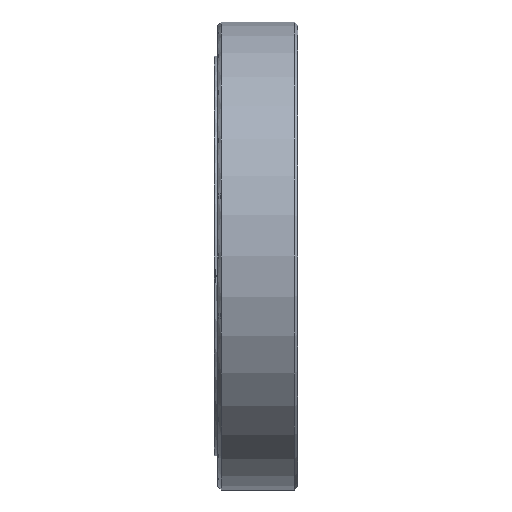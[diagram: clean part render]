
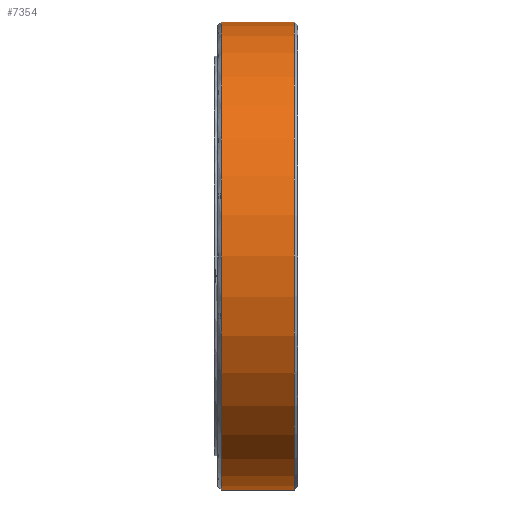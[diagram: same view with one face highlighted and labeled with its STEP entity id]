
A CAD part, front view. The second image highlights one B-rep face of the part: STEP entity #7354.
In plain terms, the highlighted cylindrical face has radius 20.5 mm (diameter 41 mm), a partial arc.
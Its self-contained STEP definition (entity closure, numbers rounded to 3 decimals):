
#244 = DIRECTION ( 'NONE',  ( 1., 0., 0. ) ) ;
#416 = EDGE_CURVE ( 'NONE', #4646, #2255, #7132, .T. ) ;
#417 = LINE ( 'NONE', #4093, #2901 ) ;
#472 = EDGE_CURVE ( 'NONE', #4646, #7414, #660, .T. ) ;
#505 = VECTOR ( 'NONE', #1816, 1000. ) ;
#660 = LINE ( 'NONE', #1971, #505 ) ;
#712 = DIRECTION ( 'NONE',  ( -1., 0., 0. ) ) ;
#874 = CARTESIAN_POINT ( 'NONE',  ( 0.6, 0., 20.5 ) ) ;
#923 = CARTESIAN_POINT ( 'NONE',  ( 0.6, 0., 0. ) ) ;
#1367 = DIRECTION ( 'NONE',  ( -1., 0., 0. ) ) ;
#1794 = EDGE_CURVE ( 'NONE', #2255, #6389, #417, .T. ) ;
#1816 = DIRECTION ( 'NONE',  ( -1., 0., 0. ) ) ;
#1971 = CARTESIAN_POINT ( 'NONE',  ( 7.3, 0., -20.5 ) ) ;
#2047 = DIRECTION ( 'NONE',  ( 0., 0., -1. ) ) ;
#2053 = CARTESIAN_POINT ( 'NONE',  ( 7., 0., 20.5 ) ) ;
#2215 = ORIENTED_EDGE ( 'NONE', *, *, #1794, .T. ) ;
#2255 = VERTEX_POINT ( 'NONE', #2053 ) ;
#2502 = CYLINDRICAL_SURFACE ( 'NONE', #5422, 20.5 ) ;
#2562 = ORIENTED_EDGE ( 'NONE', *, *, #7878, .T. ) ;
#2901 = VECTOR ( 'NONE', #7759, 1000. ) ;
#3319 = EDGE_LOOP ( 'NONE', ( #7716, #3340, #2215, #2562 ) ) ;
#3340 = ORIENTED_EDGE ( 'NONE', *, *, #416, .T. ) ;
#3806 = CARTESIAN_POINT ( 'NONE',  ( 7., 0., 0. ) ) ;
#4093 = CARTESIAN_POINT ( 'NONE',  ( 7.3, 0., 20.5 ) ) ;
#4247 = CARTESIAN_POINT ( 'NONE',  ( 7., 0., -20.5 ) ) ;
#4281 = AXIS2_PLACEMENT_3D ( 'NONE', #923, #244, #2047 ) ;
#4646 = VERTEX_POINT ( 'NONE', #4247 ) ;
#5063 = CARTESIAN_POINT ( 'NONE',  ( 0.6, 0., -20.5 ) ) ;
#5422 = AXIS2_PLACEMENT_3D ( 'NONE', #6903, #712, #7454 ) ;
#6108 = AXIS2_PLACEMENT_3D ( 'NONE', #3806, #1367, #6844 ) ;
#6183 = FACE_OUTER_BOUND ( 'NONE', #3319, .T. ) ;
#6389 = VERTEX_POINT ( 'NONE', #874 ) ;
#6844 = DIRECTION ( 'NONE',  ( 0., 0., -1. ) ) ;
#6903 = CARTESIAN_POINT ( 'NONE',  ( 7.3, 0., 0. ) ) ;
#7132 = CIRCLE ( 'NONE', #6108, 20.5 ) ;
#7354 = ADVANCED_FACE ( 'NONE', ( #6183 ), #2502, .T. ) ;
#7414 = VERTEX_POINT ( 'NONE', #5063 ) ;
#7454 = DIRECTION ( 'NONE',  ( 0., 0., 1. ) ) ;
#7716 = ORIENTED_EDGE ( 'NONE', *, *, #472, .F. ) ;
#7717 = CIRCLE ( 'NONE', #4281, 20.5 ) ;
#7759 = DIRECTION ( 'NONE',  ( -1., 0., 0. ) ) ;
#7878 = EDGE_CURVE ( 'NONE', #6389, #7414, #7717, .T. ) ;
